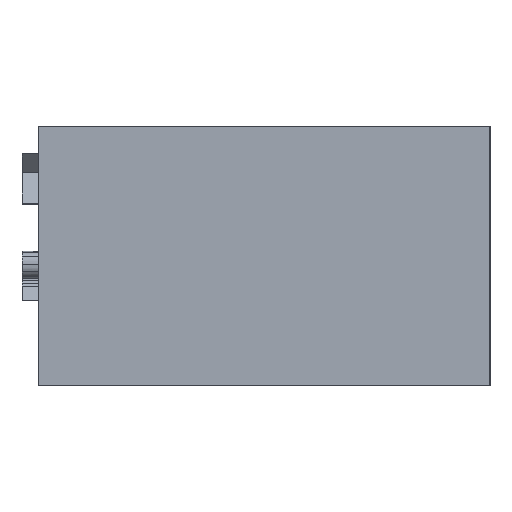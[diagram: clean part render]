
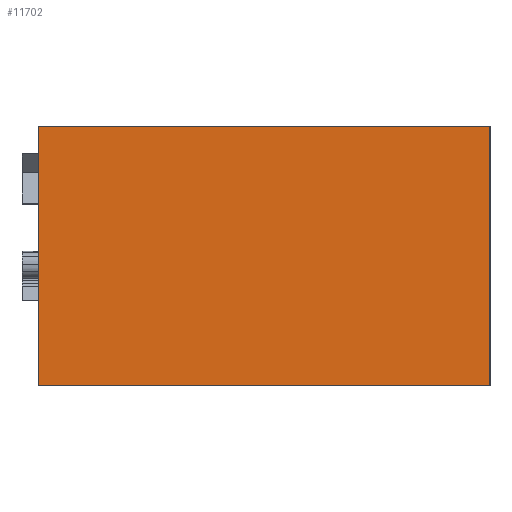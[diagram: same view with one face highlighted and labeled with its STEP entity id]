
A CAD part, left-side view. The second image highlights one B-rep face of the part: STEP entity #11702.
In plain terms, the highlighted planar face has unit normal (-1, 0, 0).
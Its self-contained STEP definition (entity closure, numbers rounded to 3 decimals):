
#1430=FACE_OUTER_BOUND('',#2093,.T.);
#2093=EDGE_LOOP('',(#10619,#10620,#10621,#10622));
#2884=LINE('',#19498,#4087);
#3024=LINE('',#20124,#4227);
#3267=LINE('',#21565,#4470);
#3277=LINE('',#21585,#4480);
#4087=VECTOR('',#13311,10.);
#4227=VECTOR('',#13555,10.);
#4470=VECTOR('',#13950,10.);
#4480=VECTOR('',#13966,10.);
#5282=VERTEX_POINT('',#19495);
#5283=VERTEX_POINT('',#19497);
#5396=VERTEX_POINT('',#20120);
#5619=VERTEX_POINT('',#21562);
#6790=EDGE_CURVE('',#5283,#5282,#2884,.T.);
#6962=EDGE_CURVE('',#5283,#5396,#3024,.T.);
#7295=EDGE_CURVE('',#5619,#5396,#3267,.T.);
#7305=EDGE_CURVE('',#5282,#5619,#3277,.T.);
#10619=ORIENTED_EDGE('',*,*,#7295,.T.);
#10620=ORIENTED_EDGE('',*,*,#6962,.F.);
#10621=ORIENTED_EDGE('',*,*,#6790,.T.);
#10622=ORIENTED_EDGE('',*,*,#7305,.T.);
#11086=PLANE('',#12086);
#11702=ADVANCED_FACE('',(#1430),#11086,.T.);
#12086=AXIS2_PLACEMENT_3D('',#21584,#13964,#13965);
#13311=DIRECTION('',(0.,-1.,0.));
#13555=DIRECTION('',(0.,0.,1.));
#13950=DIRECTION('',(0.,1.,0.));
#13964=DIRECTION('center_axis',(-1.,0.,0.));
#13965=DIRECTION('ref_axis',(0.,0.,1.));
#13966=DIRECTION('',(0.,0.,1.));
#19495=CARTESIAN_POINT('',(13.634,-31.959,7.));
#19497=CARTESIAN_POINT('',(13.634,-4.49,7.));
#19498=CARTESIAN_POINT('',(13.634,-29.959,7.));
#20120=CARTESIAN_POINT('',(13.634,-4.49,22.8));
#20124=CARTESIAN_POINT('',(13.634,-4.49,10.));
#21562=CARTESIAN_POINT('',(13.634,-31.959,22.8));
#21565=CARTESIAN_POINT('',(13.634,-24.092,22.8));
#21584=CARTESIAN_POINT('Origin',(13.634,-29.959,10.));
#21585=CARTESIAN_POINT('',(13.634,-31.959,10.));
